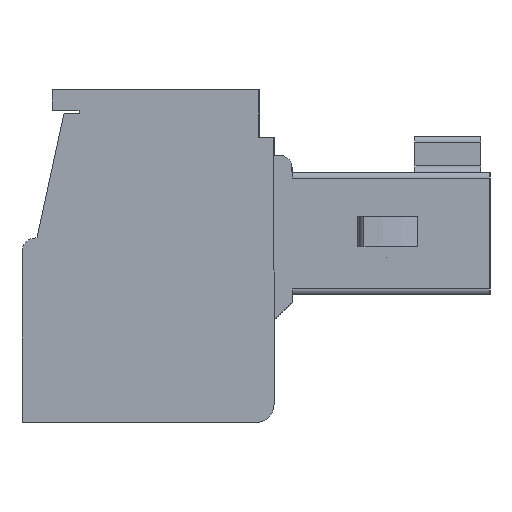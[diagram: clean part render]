
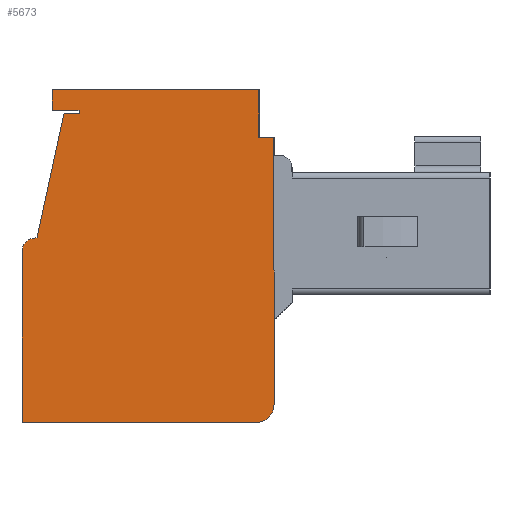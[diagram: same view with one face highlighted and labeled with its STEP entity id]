
A CAD part, left-side view. The second image highlights one B-rep face of the part: STEP entity #5673.
In plain terms, the highlighted planar face has unit normal (-1, 0, 0).
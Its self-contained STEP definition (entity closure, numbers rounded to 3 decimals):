
#77 = AXIS2_PLACEMENT_3D ( 'NONE', #12357, #37486, #34350 ) ;
#305 = VERTEX_POINT ( 'NONE', #23863 ) ;
#408 = CARTESIAN_POINT ( 'NONE',  ( 0., 13.7, 10.4 ) ) ;
#471 = DIRECTION ( 'NONE',  ( 0., 0., -1. ) ) ;
#801 = LINE ( 'NONE', #22611, #4778 ) ;
#1043 = EDGE_CURVE ( 'NONE', #6617, #13882, #30550, .T. ) ;
#1288 = CARTESIAN_POINT ( 'NONE',  ( 0., 14.6, 11.1 ) ) ;
#1854 = CARTESIAN_POINT ( 'NONE',  ( 0., 14.6, 10.4 ) ) ;
#1896 = FACE_OUTER_BOUND ( 'NONE', #11789, .T. ) ;
#2255 = CARTESIAN_POINT ( 'NONE',  ( 0., 15.15, 6.15 ) ) ;
#2277 = DIRECTION ( 'NONE',  ( 0., 0., -1. ) ) ;
#2777 = VECTOR ( 'NONE', #17777, 1000. ) ;
#3761 = DIRECTION ( 'NONE',  ( 0., -1., 0. ) ) ;
#4021 = DIRECTION ( 'NONE',  ( 0., 0.212, -0.977 ) ) ;
#4778 = VECTOR ( 'NONE', #31964, 1000. ) ;
#5305 = CIRCLE ( 'NONE', #9944, 0.6 ) ;
#5397 = CIRCLE ( 'NONE', #77, 0.45 ) ;
#5594 = VERTEX_POINT ( 'NONE', #1288 ) ;
#5673 = ADVANCED_FACE ( 'NONE', ( #1896 ), #29956, .F. ) ;
#6617 = VERTEX_POINT ( 'NONE', #1854 ) ;
#7622 = EDGE_CURVE ( 'NONE', #33768, #36407, #36059, .T. ) ;
#8551 = EDGE_CURVE ( 'NONE', #13882, #305, #31995, .T. ) ;
#8907 = CARTESIAN_POINT ( 'NONE',  ( 0., 7.8, 0.6 ) ) ;
#9182 = EDGE_CURVE ( 'NONE', #305, #23851, #27450, .T. ) ;
#9506 = EDGE_CURVE ( 'NONE', #36407, #30085, #37362, .T. ) ;
#9913 = VECTOR ( 'NONE', #23090, 1000. ) ;
#9944 = AXIS2_PLACEMENT_3D ( 'NONE', #8907, #15351, #34220 ) ;
#10456 = VECTOR ( 'NONE', #14908, 1000. ) ;
#10926 = VECTOR ( 'NONE', #471, 1000. ) ;
#11547 = EDGE_CURVE ( 'NONE', #5594, #6617, #30734, .T. ) ;
#11645 = CARTESIAN_POINT ( 'NONE',  ( 0., 15.6, 11.1 ) ) ;
#11789 = EDGE_LOOP ( 'NONE', ( #14107, #30428, #35672, #21158, #29990, #21754, #19507, #22130, #12595, #15997, #17682, #14991, #25311, #21280 ) ) ;
#12009 = CARTESIAN_POINT ( 'NONE',  ( 0., 15.6, 0. ) ) ;
#12357 = CARTESIAN_POINT ( 'NONE',  ( 0., 15.15, 5.7 ) ) ;
#12595 = ORIENTED_EDGE ( 'NONE', *, *, #19395, .T. ) ;
#12731 = EDGE_CURVE ( 'NONE', #40321, #41069, #35103, .T. ) ;
#13139 = CARTESIAN_POINT ( 'NONE',  ( 0., 7.7, 13.573 ) ) ;
#13441 = VECTOR ( 'NONE', #26146, 1000. ) ;
#13502 = VECTOR ( 'NONE', #21578, 1000. ) ;
#13882 = VERTEX_POINT ( 'NONE', #27229 ) ;
#13938 = DIRECTION ( 'NONE',  ( 1., 0., 0. ) ) ;
#14107 = ORIENTED_EDGE ( 'NONE', *, *, #9506, .T. ) ;
#14386 = CARTESIAN_POINT ( 'NONE',  ( 0., 7.7, 11.1 ) ) ;
#14397 = CARTESIAN_POINT ( 'NONE',  ( 0., 15.6, 5.7 ) ) ;
#14908 = DIRECTION ( 'NONE',  ( 0., 1., 0. ) ) ;
#14991 = ORIENTED_EDGE ( 'NONE', *, *, #12731, .T. ) ;
#15351 = DIRECTION ( 'NONE',  ( -1., 0., 0. ) ) ;
#15997 = ORIENTED_EDGE ( 'NONE', *, *, #23877, .T. ) ;
#16020 = CARTESIAN_POINT ( 'NONE',  ( 0., 15.6, 0. ) ) ;
#17069 = DIRECTION ( 'NONE',  ( 0., 1., 0. ) ) ;
#17682 = ORIENTED_EDGE ( 'NONE', *, *, #36516, .F. ) ;
#17764 = VERTEX_POINT ( 'NONE', #33040 ) ;
#17777 = DIRECTION ( 'NONE',  ( 0., 0., 1. ) ) ;
#18269 = CARTESIAN_POINT ( 'NONE',  ( 0., 14.6, 10.4 ) ) ;
#18902 = VERTEX_POINT ( 'NONE', #14397 ) ;
#19395 = EDGE_CURVE ( 'NONE', #17764, #37516, #27153, .T. ) ;
#19507 = ORIENTED_EDGE ( 'NONE', *, *, #9182, .T. ) ;
#21158 = ORIENTED_EDGE ( 'NONE', *, *, #11547, .T. ) ;
#21280 = ORIENTED_EDGE ( 'NONE', *, *, #7622, .T. ) ;
#21578 = DIRECTION ( 'NONE',  ( 0., 1., 0. ) ) ;
#21689 = CARTESIAN_POINT ( 'NONE',  ( 0., 14.2, 10.3 ) ) ;
#21754 = ORIENTED_EDGE ( 'NONE', *, *, #8551, .T. ) ;
#22130 = ORIENTED_EDGE ( 'NONE', *, *, #26950, .T. ) ;
#22320 = VECTOR ( 'NONE', #37372, 1000. ) ;
#22611 = CARTESIAN_POINT ( 'NONE',  ( 0., 15.6, 11.1 ) ) ;
#23090 = DIRECTION ( 'NONE',  ( 0., 0., 1. ) ) ;
#23851 = VERTEX_POINT ( 'NONE', #21689 ) ;
#23863 = CARTESIAN_POINT ( 'NONE',  ( 0., 13.7, 10.3 ) ) ;
#23877 = EDGE_CURVE ( 'NONE', #37516, #18902, #5397, .T. ) ;
#24295 = VECTOR ( 'NONE', #3761, 1000. ) ;
#25311 = ORIENTED_EDGE ( 'NONE', *, *, #37046, .T. ) ;
#25787 = CARTESIAN_POINT ( 'NONE',  ( 0., 15.6, 11.1 ) ) ;
#26146 = DIRECTION ( 'NONE',  ( 0., 0., -1. ) ) ;
#26824 = CARTESIAN_POINT ( 'NONE',  ( 0., 15.1, 6.15 ) ) ;
#26950 = EDGE_CURVE ( 'NONE', #23851, #17764, #35967, .T. ) ;
#27153 = LINE ( 'NONE', #2255, #10456 ) ;
#27229 = CARTESIAN_POINT ( 'NONE',  ( 0., 13.7, 10.4 ) ) ;
#27450 = LINE ( 'NONE', #33275, #38023 ) ;
#27480 = CARTESIAN_POINT ( 'NONE',  ( 0., 15.15, 6.15 ) ) ;
#28020 = CARTESIAN_POINT ( 'NONE',  ( 0., 14.6, 11.1 ) ) ;
#29055 = EDGE_CURVE ( 'NONE', #39644, #30085, #35982, .T. ) ;
#29338 = CARTESIAN_POINT ( 'NONE',  ( 0., 7.7, 9.5 ) ) ;
#29956 = PLANE ( 'NONE',  #39763 ) ;
#29990 = ORIENTED_EDGE ( 'NONE', *, *, #1043, .T. ) ;
#30085 = VERTEX_POINT ( 'NONE', #29338 ) ;
#30114 = CARTESIAN_POINT ( 'NONE',  ( 0., 7.2, 0.6 ) ) ;
#30428 = ORIENTED_EDGE ( 'NONE', *, *, #29055, .F. ) ;
#30550 = LINE ( 'NONE', #18269, #22320 ) ;
#30734 = LINE ( 'NONE', #28020, #34149 ) ;
#30872 = VECTOR ( 'NONE', #4021, 1000. ) ;
#31964 = DIRECTION ( 'NONE',  ( 0., -1., 0. ) ) ;
#31995 = LINE ( 'NONE', #408, #13441 ) ;
#33040 = CARTESIAN_POINT ( 'NONE',  ( 0., 15.1, 6.15 ) ) ;
#33275 = CARTESIAN_POINT ( 'NONE',  ( 0., 13.7, 10.3 ) ) ;
#33768 = VERTEX_POINT ( 'NONE', #30114 ) ;
#34149 = VECTOR ( 'NONE', #2277, 1000. ) ;
#34220 = DIRECTION ( 'NONE',  ( 0., 0., -1. ) ) ;
#34350 = DIRECTION ( 'NONE',  ( 0., 0., 1. ) ) ;
#35103 = LINE ( 'NONE', #16020, #24295 ) ;
#35672 = ORIENTED_EDGE ( 'NONE', *, *, #41082, .F. ) ;
#35967 = LINE ( 'NONE', #26824, #30872 ) ;
#35982 = LINE ( 'NONE', #13139, #10926 ) ;
#36059 = LINE ( 'NONE', #36483, #2777 ) ;
#36407 = VERTEX_POINT ( 'NONE', #40961 ) ;
#36483 = CARTESIAN_POINT ( 'NONE',  ( 0., 7.2, 9.5 ) ) ;
#36516 = EDGE_CURVE ( 'NONE', #40321, #18902, #38477, .T. ) ;
#36982 = DIRECTION ( 'NONE',  ( 0., 0., -1. ) ) ;
#37046 = EDGE_CURVE ( 'NONE', #41069, #33768, #5305, .T. ) ;
#37362 = LINE ( 'NONE', #40078, #13502 ) ;
#37372 = DIRECTION ( 'NONE',  ( 0., -1., 0. ) ) ;
#37486 = DIRECTION ( 'NONE',  ( -1., 0., 0. ) ) ;
#37516 = VERTEX_POINT ( 'NONE', #27480 ) ;
#38023 = VECTOR ( 'NONE', #17069, 1000. ) ;
#38477 = LINE ( 'NONE', #25787, #9913 ) ;
#38609 = CARTESIAN_POINT ( 'NONE',  ( 0., 7.8, 0. ) ) ;
#39644 = VERTEX_POINT ( 'NONE', #14386 ) ;
#39763 = AXIS2_PLACEMENT_3D ( 'NONE', #11645, #13938, #36982 ) ;
#40078 = CARTESIAN_POINT ( 'NONE',  ( 0., 7.92, 9.5 ) ) ;
#40321 = VERTEX_POINT ( 'NONE', #12009 ) ;
#40961 = CARTESIAN_POINT ( 'NONE',  ( 0., 7.2, 9.5 ) ) ;
#41069 = VERTEX_POINT ( 'NONE', #38609 ) ;
#41082 = EDGE_CURVE ( 'NONE', #5594, #39644, #801, .T. ) ;
